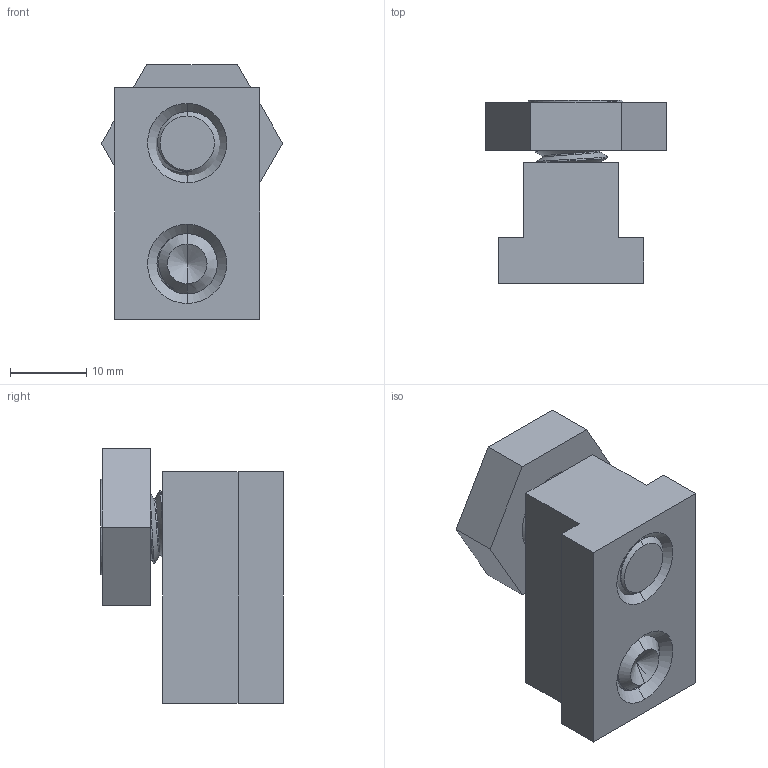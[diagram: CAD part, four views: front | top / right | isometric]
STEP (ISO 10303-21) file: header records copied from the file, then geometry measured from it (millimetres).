
FILE_DESCRIPTION (( 'STEP AP214' ), '1' );
FILE_NAME ('10422.STEP', '2020-10-08T13:41:06', ( 'Mike W' ), ( '' ), 'SwSTEP 2.0', 'SolidWorks 2018', '' );
FILE_SCHEMA (( 'AUTOMOTIVE_DESIGN' ));
Length unit declared in the file: inch
Products named in the file (7): 10586_10586; 10371_10371; (TSN) T-Nut Assemblies (English& Metric Configured)_10716; 381658 SSS_381658 SSS; TSN-Nut Bodies (Std Configured)_107161; 10422; 10206
Assembly tree (6 placements, depth 3):
  10422
    (TSN) T-Nut Assemblies (English& Metric Configured)_10716
      TSN-Nut Bodies (Std Configured)_107161
      381658 SSS_381658 SSS
    10206
      10371_10371
      10586_10586
Bounding box: 23.83 x 24.03 x 33.5 mm (x, y, z)
Volume: 9506.4 mm3; surface area: 6530.8 mm2
Topology: 4 solids, 4 shells, 137 faces, 335 edges, 206 vertices
Faces by surface type: cylinder 51, plane 42, cone 38, bspline 6
Entity records: 8023 total; most frequent: CARTESIAN_POINT 4803, ORIENTED_EDGE 662, DIRECTION 555, EDGE_CURVE 331, VERTEX_POINT 206, AXIS2_PLACEMENT_3D 205, EDGE_LOOP 147, VECTOR 145
